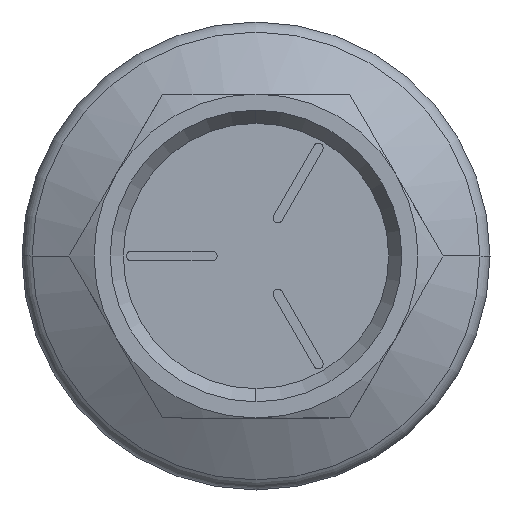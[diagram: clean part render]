
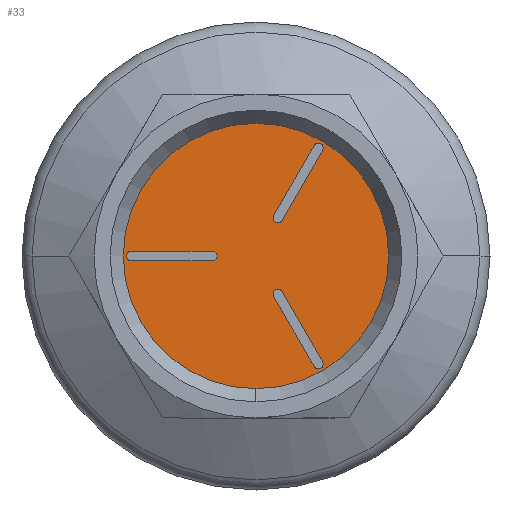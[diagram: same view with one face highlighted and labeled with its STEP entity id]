
A CAD part, left-side view. The second image highlights one B-rep face of the part: STEP entity #33.
In plain terms, the highlighted planar face has unit normal (-1, 0, 0).
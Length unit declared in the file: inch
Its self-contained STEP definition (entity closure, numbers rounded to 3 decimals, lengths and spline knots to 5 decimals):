
#33 = ADVANCED_FACE ( 'NONE', ( #5706, #4103, #5187, #6228 ), #2097, .T. ) ;
#52 = ORIENTED_EDGE ( 'NONE', *, *, #5232, .F. ) ;
#305 = CARTESIAN_POINT ( 'NONE',  ( -0.35807, -0.04528, -0.06155 ) ) ;
#319 = AXIS2_PLACEMENT_3D ( 'NONE', #2573, #5872, #1130 ) ;
#384 = ORIENTED_EDGE ( 'NONE', *, *, #4386, .F. ) ;
#405 = EDGE_CURVE ( 'NONE', #5156, #6306, #4406, .T. ) ;
#410 = DIRECTION ( 'NONE',  ( 0., -1., 0. ) ) ;
#426 = CIRCLE ( 'NONE', #2963, 0.00844 ) ;
#463 = LINE ( 'NONE', #1440, #526 ) ;
#526 = VECTOR ( 'NONE', #3606, 39.37008 ) ;
#533 = AXIS2_PLACEMENT_3D ( 'NONE', #4138, #5062, #6597 ) ;
#608 = VERTEX_POINT ( 'NONE', #2900 ) ;
#724 = VERTEX_POINT ( 'NONE', #1587 ) ;
#796 = EDGE_LOOP ( 'NONE', ( #1229, #2534, #3526, #3337, #384 ) ) ;
#868 = DIRECTION ( 'NONE',  ( -1., 0., 0. ) ) ;
#874 = LINE ( 'NONE', #4545, #2407 ) ;
#925 = DIRECTION ( 'NONE',  ( 0., -0.5, -0.866 ) ) ;
#957 = ORIENTED_EDGE ( 'NONE', *, *, #4807, .F. ) ;
#971 = DIRECTION ( 'NONE',  ( -1., 0., 0. ) ) ;
#993 = AXIS2_PLACEMENT_3D ( 'NONE', #4227, #3189, #1088 ) ;
#1005 = CARTESIAN_POINT ( 'NONE',  ( -0.35807, -0.10828, -0.18755 ) ) ;
#1088 = DIRECTION ( 'NONE',  ( 0., 0., 1. ) ) ;
#1130 = DIRECTION ( 'NONE',  ( 0., 0., 1. ) ) ;
#1219 = VERTEX_POINT ( 'NONE', #3248 ) ;
#1229 = ORIENTED_EDGE ( 'NONE', *, *, #3539, .F. ) ;
#1310 = AXIS2_PLACEMENT_3D ( 'NONE', #5919, #5957, #4925 ) ;
#1429 = CIRCLE ( 'NONE', #2084, 0.00844 ) ;
#1440 = CARTESIAN_POINT ( 'NONE',  ( -0.35807, -0.10097, 0.19177 ) ) ;
#1523 = ORIENTED_EDGE ( 'NONE', *, *, #4302, .F. ) ;
#1551 = DIRECTION ( 'NONE',  ( 0., 0.866, -0.5 ) ) ;
#1573 = CARTESIAN_POINT ( 'NONE',  ( -0.35807, -0.10828, 0.18755 ) ) ;
#1587 = CARTESIAN_POINT ( 'NONE',  ( -0.35807, 0.07594, 0.00844 ) ) ;
#1650 = VECTOR ( 'NONE', #925, 39.37008 ) ;
#1724 = EDGE_CURVE ( 'NONE', #608, #2902, #4738, .T. ) ;
#1743 = VERTEX_POINT ( 'NONE', #2429 ) ;
#1830 = CARTESIAN_POINT ( 'NONE',  ( -0.35807, -0.03066, 0.06998 ) ) ;
#1873 = VECTOR ( 'NONE', #6652, 39.37008 ) ;
#2002 = EDGE_LOOP ( 'NONE', ( #4349, #5885, #6549, #957, #3910 ) ) ;
#2084 = AXIS2_PLACEMENT_3D ( 'NONE', #2997, #6578, #3449 ) ;
#2097 = PLANE ( 'NONE',  #3727 ) ;
#2193 = VECTOR ( 'NONE', #5410, 39.37008 ) ;
#2298 = VERTEX_POINT ( 'NONE', #305 ) ;
#2351 = EDGE_CURVE ( 'NONE', #2739, #2298, #6615, .T. ) ;
#2352 = ORIENTED_EDGE ( 'NONE', *, *, #6090, .T. ) ;
#2399 = EDGE_CURVE ( 'NONE', #2298, #3820, #1429, .T. ) ;
#2407 = VECTOR ( 'NONE', #410, 39.37008 ) ;
#2429 = CARTESIAN_POINT ( 'NONE',  ( -0.35807, -0.11559, 0.18333 ) ) ;
#2441 = CARTESIAN_POINT ( 'NONE',  ( -0.35807, -0.11672, 0.18755 ) ) ;
#2530 = EDGE_LOOP ( 'NONE', ( #5679, #6502, #52, #1523 ) ) ;
#2534 = ORIENTED_EDGE ( 'NONE', *, *, #3226, .F. ) ;
#2558 = EDGE_CURVE ( 'NONE', #724, #608, #5670, .T. ) ;
#2570 = DIRECTION ( 'NONE',  ( -1., 0., 0. ) ) ;
#2573 = CARTESIAN_POINT ( 'NONE',  ( -0.35807, 0., 0. ) ) ;
#2611 = AXIS2_PLACEMENT_3D ( 'NONE', #1005, #3757, #1551 ) ;
#2630 = DIRECTION ( 'NONE',  ( 0., -0.866, -0.5 ) ) ;
#2632 = EDGE_CURVE ( 'NONE', #4649, #5944, #3630, .T. ) ;
#2739 = VERTEX_POINT ( 'NONE', #5899 ) ;
#2746 = CIRCLE ( 'NONE', #5847, 0.00844 ) ;
#2900 = CARTESIAN_POINT ( 'NONE',  ( -0.35807, 0.21656, 0.00844 ) ) ;
#2902 = VERTEX_POINT ( 'NONE', #4460 ) ;
#2963 = AXIS2_PLACEMENT_3D ( 'NONE', #6226, #868, #6194 ) ;
#2990 = CARTESIAN_POINT ( 'NONE',  ( -0.35807, -0.10097, -0.19177 ) ) ;
#2997 = CARTESIAN_POINT ( 'NONE',  ( -0.35807, -0.03797, -0.06576 ) ) ;
#3007 = ORIENTED_EDGE ( 'NONE', *, *, #5572, .T. ) ;
#3066 = DIRECTION ( 'NONE',  ( 0., 0., 1. ) ) ;
#3079 = CARTESIAN_POINT ( 'NONE',  ( -0.35807, -0.03066, -0.06998 ) ) ;
#3080 = CIRCLE ( 'NONE', #5631, 0.00844 ) ;
#3189 = DIRECTION ( 'NONE',  ( -1., 0., 0. ) ) ;
#3226 = EDGE_CURVE ( 'NONE', #3820, #4611, #5234, .T. ) ;
#3248 = CARTESIAN_POINT ( 'NONE',  ( -0.35807, 0., -0.23033 ) ) ;
#3293 = CARTESIAN_POINT ( 'NONE',  ( -0.35807, -0.04528, 0.06155 ) ) ;
#3337 = ORIENTED_EDGE ( 'NONE', *, *, #2351, .F. ) ;
#3358 = DIRECTION ( 'NONE',  ( 0., 0.866, -0.5 ) ) ;
#3388 = VERTEX_POINT ( 'NONE', #5372 ) ;
#3449 = DIRECTION ( 'NONE',  ( 0., 0.866, -0.5 ) ) ;
#3460 = EDGE_CURVE ( 'NONE', #6306, #1743, #3741, .T. ) ;
#3526 = ORIENTED_EDGE ( 'NONE', *, *, #2399, .F. ) ;
#3539 = EDGE_CURVE ( 'NONE', #4611, #5441, #3080, .T. ) ;
#3553 = CARTESIAN_POINT ( 'NONE',  ( -0.35807, -0.10828, 0.18755 ) ) ;
#3585 = DIRECTION ( 'NONE',  ( 0., -0.866, -0.5 ) ) ;
#3606 = DIRECTION ( 'NONE',  ( 0., 0.5, -0.866 ) ) ;
#3630 = CIRCLE ( 'NONE', #6520, 0.00844 ) ;
#3727 = AXIS2_PLACEMENT_3D ( 'NONE', #5247, #971, #3066 ) ;
#3741 = LINE ( 'NONE', #5860, #2193 ) ;
#3757 = DIRECTION ( 'NONE',  ( -1., 0., 0. ) ) ;
#3820 = VERTEX_POINT ( 'NONE', #3079 ) ;
#3910 = ORIENTED_EDGE ( 'NONE', *, *, #2632, .F. ) ;
#3967 = EDGE_LOOP ( 'NONE', ( #2352, #3007 ) ) ;
#4063 = CARTESIAN_POINT ( 'NONE',  ( -0.35807, 0.21656, 0.00844 ) ) ;
#4064 = CIRCLE ( 'NONE', #319, 0.23033 ) ;
#4103 = FACE_BOUND ( 'NONE', #796, .T. ) ;
#4138 = CARTESIAN_POINT ( 'NONE',  ( -0.35807, 0.21656, 0. ) ) ;
#4157 = CARTESIAN_POINT ( 'NONE',  ( -0.35807, 0.07594, -0.00844 ) ) ;
#4198 = DIRECTION ( 'NONE',  ( 0., 1., 0. ) ) ;
#4227 = CARTESIAN_POINT ( 'NONE',  ( -0.35807, 0., 0. ) ) ;
#4302 = EDGE_CURVE ( 'NONE', #2902, #6201, #874, .T. ) ;
#4349 = ORIENTED_EDGE ( 'NONE', *, *, #6168, .F. ) ;
#4386 = EDGE_CURVE ( 'NONE', #5441, #2739, #4633, .T. ) ;
#4406 = CIRCLE ( 'NONE', #1310, 0.00844 ) ;
#4460 = CARTESIAN_POINT ( 'NONE',  ( -0.35807, 0.21656, -0.00844 ) ) ;
#4499 = CARTESIAN_POINT ( 'NONE',  ( -0.35807, -0.11559, -0.18333 ) ) ;
#4545 = CARTESIAN_POINT ( 'NONE',  ( -0.35807, 0.21656, -0.00844 ) ) ;
#4611 = VERTEX_POINT ( 'NONE', #2990 ) ;
#4633 = CIRCLE ( 'NONE', #2611, 0.00844 ) ;
#4649 = VERTEX_POINT ( 'NONE', #2441 ) ;
#4738 = CIRCLE ( 'NONE', #533, 0.00844 ) ;
#4807 = EDGE_CURVE ( 'NONE', #5944, #5156, #463, .T. ) ;
#4925 = DIRECTION ( 'NONE',  ( 0., -0.866, -0.5 ) ) ;
#4999 = DIRECTION ( 'NONE',  ( -1., 0., 0. ) ) ;
#5062 = DIRECTION ( 'NONE',  ( -1., 0., 0. ) ) ;
#5082 = VECTOR ( 'NONE', #4198, 39.37008 ) ;
#5156 = VERTEX_POINT ( 'NONE', #1830 ) ;
#5187 = FACE_BOUND ( 'NONE', #2530, .T. ) ;
#5232 = EDGE_CURVE ( 'NONE', #6201, #724, #426, .T. ) ;
#5234 = LINE ( 'NONE', #6705, #1650 ) ;
#5247 = CARTESIAN_POINT ( 'NONE',  ( -0.35807, 0., 0. ) ) ;
#5372 = CARTESIAN_POINT ( 'NONE',  ( -0.35807, 0., 0.23033 ) ) ;
#5410 = DIRECTION ( 'NONE',  ( 0., -0.5, 0.866 ) ) ;
#5441 = VERTEX_POINT ( 'NONE', #5906 ) ;
#5572 = EDGE_CURVE ( 'NONE', #1219, #3388, #4064, .T. ) ;
#5631 = AXIS2_PLACEMENT_3D ( 'NONE', #6633, #4999, #3358 ) ;
#5670 = LINE ( 'NONE', #4063, #5082 ) ;
#5679 = ORIENTED_EDGE ( 'NONE', *, *, #1724, .F. ) ;
#5706 = FACE_BOUND ( 'NONE', #2002, .T. ) ;
#5847 = AXIS2_PLACEMENT_3D ( 'NONE', #1573, #5862, #2630 ) ;
#5860 = CARTESIAN_POINT ( 'NONE',  ( -0.35807, -0.11559, 0.18333 ) ) ;
#5862 = DIRECTION ( 'NONE',  ( -1., 0., 0. ) ) ;
#5872 = DIRECTION ( 'NONE',  ( -1., 0., 0. ) ) ;
#5885 = ORIENTED_EDGE ( 'NONE', *, *, #3460, .F. ) ;
#5899 = CARTESIAN_POINT ( 'NONE',  ( -0.35807, -0.11559, -0.18333 ) ) ;
#5906 = CARTESIAN_POINT ( 'NONE',  ( -0.35807, -0.11672, -0.18755 ) ) ;
#5919 = CARTESIAN_POINT ( 'NONE',  ( -0.35807, -0.03797, 0.06576 ) ) ;
#5944 = VERTEX_POINT ( 'NONE', #6246 ) ;
#5957 = DIRECTION ( 'NONE',  ( -1., 0., 0. ) ) ;
#6090 = EDGE_CURVE ( 'NONE', #3388, #1219, #6843, .T. ) ;
#6168 = EDGE_CURVE ( 'NONE', #1743, #4649, #2746, .T. ) ;
#6194 = DIRECTION ( 'NONE',  ( 0., 0., 1. ) ) ;
#6201 = VERTEX_POINT ( 'NONE', #4157 ) ;
#6226 = CARTESIAN_POINT ( 'NONE',  ( -0.35807, 0.07594, 0. ) ) ;
#6228 = FACE_OUTER_BOUND ( 'NONE', #3967, .T. ) ;
#6246 = CARTESIAN_POINT ( 'NONE',  ( -0.35807, -0.10097, 0.19177 ) ) ;
#6306 = VERTEX_POINT ( 'NONE', #3293 ) ;
#6502 = ORIENTED_EDGE ( 'NONE', *, *, #2558, .F. ) ;
#6520 = AXIS2_PLACEMENT_3D ( 'NONE', #3553, #2570, #3585 ) ;
#6549 = ORIENTED_EDGE ( 'NONE', *, *, #405, .F. ) ;
#6578 = DIRECTION ( 'NONE',  ( -1., 0., 0. ) ) ;
#6597 = DIRECTION ( 'NONE',  ( 0., 0., 1. ) ) ;
#6615 = LINE ( 'NONE', #4499, #1873 ) ;
#6633 = CARTESIAN_POINT ( 'NONE',  ( -0.35807, -0.10828, -0.18755 ) ) ;
#6652 = DIRECTION ( 'NONE',  ( 0., 0.5, 0.866 ) ) ;
#6705 = CARTESIAN_POINT ( 'NONE',  ( -0.35807, -0.10097, -0.19177 ) ) ;
#6843 = CIRCLE ( 'NONE', #993, 0.23033 ) ;
